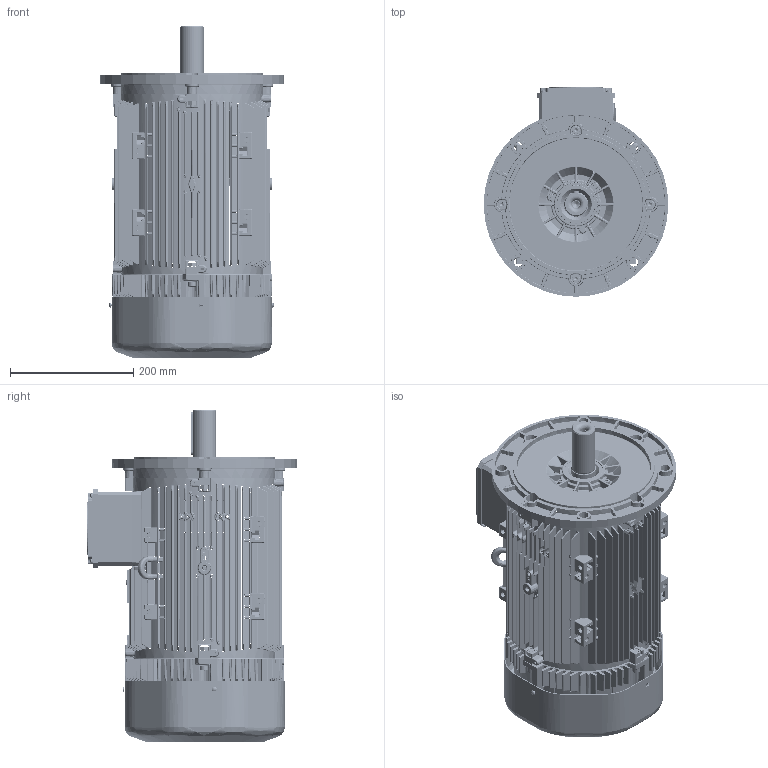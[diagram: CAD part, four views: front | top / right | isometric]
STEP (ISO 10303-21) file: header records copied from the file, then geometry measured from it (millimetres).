
FILE_DESCRIPTION(/* description */ (''),/* implementation_level */ '2;1');
FILE_NAME(/* name */ '(QH series) 132_B5 (DEEP COVER).stp',/* time_stamp */ '2024-07-30T10:04:14+03:00',/* author */ (''),/* organization */ (''),/* preprocessor_version */ 'ST-DEVELOPER v18.102',/* originating_system */ 'SIEMENS PLM Software NX2206.8101',/* authorisation */ '');
FILE_SCHEMA (('AP203_CONFIGURATION_CONTROLLED_3D_DESIGN_OF_MECHANICAL_PARTS_AND_ASSEMBLIES_MIM_LF { 1 0 10303 403 2 1 2}'));
Products named in the file (1): _QH series_ 132_B5 _DEEP COVER__stp_objects
Bounding box: 299.95 x 340.18 x 538.95 mm (x, y, z)
Surface area: 1241973.5 mm2 (no closed solid volume)
Topology: 0 solids, 87 shells, 7375 faces, 23524 edges, 14705 vertices
Faces by surface type: cylinder 3232, plane 1836, torus 1140, sphere 466, bspline 386, cone 315
Full cylindrical faces by diameter (mm): 4.2 x1, 8 x10, 8.475 x1, 8.477 x1, 8.478 x1, 12 x1, 13 x1, 28.6 x1, 29.2 x1, 34.5 x1, 37.4 x1, 38 x1, 40 x2, 62 x1, 82 x1, 86.767 x1, 225 x1, 230.5 x1
Entity records: 275429 total; most frequent: CARTESIAN_POINT 87574, ORIENTED_EDGE 36591, DIRECTION 36577, EDGE_CURVE 23044, VERTEX_POINT 14633, AXIS2_PLACEMENT_3D 14048, LINE 8481, VECTOR 8481
